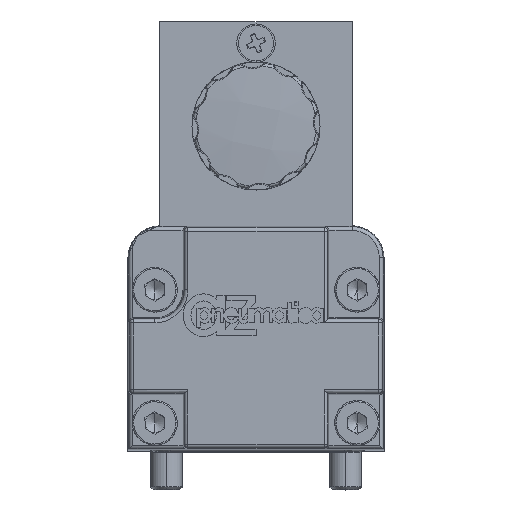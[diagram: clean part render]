
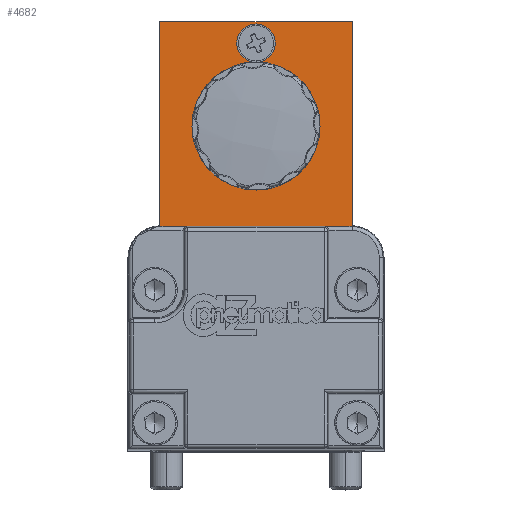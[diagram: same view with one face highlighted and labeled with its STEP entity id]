
A CAD part, top view. The second image highlights one B-rep face of the part: STEP entity #4682.
In plain terms, the highlighted planar face has unit normal (0, 0, 1).
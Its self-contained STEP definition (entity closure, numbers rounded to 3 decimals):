
#413 = CARTESIAN_POINT ( 'NONE',  ( 26.572, 54.025, 88.75 ) ) ;
#1511 = CARTESIAN_POINT ( 'NONE',  ( 26.425, 46.521, 88.75 ) ) ;
#3372 = EDGE_CURVE ( 'NONE', #41760, #33783, #79023, .T. ) ;
#4682 = ADVANCED_FACE ( 'NONE', ( #90960, #71056, #53337 ), #61091, .F. ) ;
#7528 = LINE ( 'NONE', #10829, #84875 ) ;
#7667 = CARTESIAN_POINT ( 'NONE',  ( 13.575, 54.279, 88.75 ) ) ;
#7883 = CIRCLE ( 'NONE', #45247, 3. ) ;
#7955 = DIRECTION ( 'NONE',  ( -0.856, 0.517, 0. ) ) ;
#8768 = DIRECTION ( 'NONE',  ( -0.02, -1., 0. ) ) ;
#8865 = EDGE_CURVE ( 'NONE', #33783, #10806, #7528, .T. ) ;
#10201 = DIRECTION ( 'NONE',  ( 0.856, -0.517, 0. ) ) ;
#10806 = VERTEX_POINT ( 'NONE', #88092 ) ;
#10829 = CARTESIAN_POINT ( 'NONE',  ( 13.428, 46.775, 88.75 ) ) ;
#10977 = CARTESIAN_POINT ( 'NONE',  ( 35., 66.7, 88.75 ) ) ;
#11296 = EDGE_CURVE ( 'NONE', #47696, #78972, #81976, .T. ) ;
#11815 = VERTEX_POINT ( 'NONE', #24435 ) ;
#13388 = CARTESIAN_POINT ( 'NONE',  ( 13.575, 54.279, 88.75 ) ) ;
#15150 = CARTESIAN_POINT ( 'NONE',  ( 5., 34.7, 88.75 ) ) ;
#15606 = VECTOR ( 'NONE', #32981, 1000. ) ;
#19684 = EDGE_CURVE ( 'NONE', #79680, #11815, #50371, .T. ) ;
#19906 = VECTOR ( 'NONE', #61923, 1000. ) ;
#20165 = VECTOR ( 'NONE', #86275, 1000. ) ;
#20279 = ORIENTED_EDGE ( 'NONE', *, *, #22856, .F. ) ;
#21580 = VECTOR ( 'NONE', #8768, 1000. ) ;
#21814 = CARTESIAN_POINT ( 'NONE',  ( 13.428, 46.775, 88.75 ) ) ;
#22856 = EDGE_CURVE ( 'NONE', #11815, #79680, #7883, .T. ) ;
#23899 = EDGE_CURVE ( 'NONE', #78972, #51100, #36872, .T. ) ;
#24435 = CARTESIAN_POINT ( 'NONE',  ( 17., 63.4, 88.75 ) ) ;
#25795 = EDGE_CURVE ( 'NONE', #10806, #66044, #77561, .T. ) ;
#26482 = LINE ( 'NONE', #413, #48670 ) ;
#27428 = CARTESIAN_POINT ( 'NONE',  ( 20., 63.4, 88.75 ) ) ;
#27747 = AXIS2_PLACEMENT_3D ( 'NONE', #82595, #29512, #85957 ) ;
#29512 = DIRECTION ( 'NONE',  ( 0., 0., -1. ) ) ;
#30865 = VECTOR ( 'NONE', #67173, 1000. ) ;
#31688 = DIRECTION ( 'NONE',  ( 1., 0., 0. ) ) ;
#32928 = ORIENTED_EDGE ( 'NONE', *, *, #45290, .T. ) ;
#32981 = DIRECTION ( 'NONE',  ( 0.02, 1., 0. ) ) ;
#33783 = VERTEX_POINT ( 'NONE', #21814 ) ;
#33796 = CARTESIAN_POINT ( 'NONE',  ( 19.853, 42.896, 88.75 ) ) ;
#34120 = ORIENTED_EDGE ( 'NONE', *, *, #11296, .T. ) ;
#36872 = LINE ( 'NONE', #38891, #94438 ) ;
#37193 = DIRECTION ( 'NONE',  ( 0., 0., 1. ) ) ;
#38891 = CARTESIAN_POINT ( 'NONE',  ( 5., 66.7, 88.75 ) ) ;
#39619 = CARTESIAN_POINT ( 'NONE',  ( 35., 66.7, 88.75 ) ) ;
#41616 = EDGE_CURVE ( 'NONE', #66044, #66585, #77732, .T. ) ;
#41712 = ORIENTED_EDGE ( 'NONE', *, *, #3372, .F. ) ;
#41760 = VERTEX_POINT ( 'NONE', #13388 ) ;
#42649 = EDGE_LOOP ( 'NONE', ( #53804, #20279 ) ) ;
#44054 = LINE ( 'NONE', #44442, #64166 ) ;
#44442 = CARTESIAN_POINT ( 'NONE',  ( 20.147, 57.904, 88.75 ) ) ;
#45247 = AXIS2_PLACEMENT_3D ( 'NONE', #82155, #37193, #89691 ) ;
#45290 = EDGE_CURVE ( 'NONE', #51100, #48438, #50709, .T. ) ;
#46375 = DIRECTION ( 'NONE',  ( 0., -1., 0. ) ) ;
#47696 = VERTEX_POINT ( 'NONE', #10977 ) ;
#47981 = DIRECTION ( 'NONE',  ( 0., 0., 1. ) ) ;
#48438 = VERTEX_POINT ( 'NONE', #51304 ) ;
#48670 = VECTOR ( 'NONE', #7955, 1000. ) ;
#49267 = ORIENTED_EDGE ( 'NONE', *, *, #61778, .F. ) ;
#49802 = CARTESIAN_POINT ( 'NONE',  ( 5., 66.7, 88.75 ) ) ;
#49870 = AXIS2_PLACEMENT_3D ( 'NONE', #27428, #47981, #31688 ) ;
#50371 = CIRCLE ( 'NONE', #49870, 3. ) ;
#50709 = LINE ( 'NONE', #88195, #30865 ) ;
#51100 = VERTEX_POINT ( 'NONE', #15150 ) ;
#51304 = CARTESIAN_POINT ( 'NONE',  ( 35., 34.7, 88.75 ) ) ;
#51394 = VECTOR ( 'NONE', #84601, 1000. ) ;
#52824 = EDGE_CURVE ( 'NONE', #48438, #47696, #71469, .T. ) ;
#53337 = FACE_OUTER_BOUND ( 'NONE', #87960, .T. ) ;
#53804 = ORIENTED_EDGE ( 'NONE', *, *, #19684, .F. ) ;
#61091 = PLANE ( 'NONE',  #27747 ) ;
#61778 = EDGE_CURVE ( 'NONE', #64803, #41760, #44054, .T. ) ;
#61923 = DIRECTION ( 'NONE',  ( -1., 0., 0. ) ) ;
#62029 = CARTESIAN_POINT ( 'NONE',  ( 5., 66.7, 88.75 ) ) ;
#62850 = CARTESIAN_POINT ( 'NONE',  ( 26.425, 46.521, 88.75 ) ) ;
#64166 = VECTOR ( 'NONE', #89496, 1000. ) ;
#64803 = VERTEX_POINT ( 'NONE', #78963 ) ;
#66044 = VERTEX_POINT ( 'NONE', #1511 ) ;
#66585 = VERTEX_POINT ( 'NONE', #93174 ) ;
#67173 = DIRECTION ( 'NONE',  ( 1., 0., 0. ) ) ;
#71056 = FACE_BOUND ( 'NONE', #42649, .T. ) ;
#71469 = LINE ( 'NONE', #39619, #51394 ) ;
#73027 = ORIENTED_EDGE ( 'NONE', *, *, #83786, .F. ) ;
#73866 = ORIENTED_EDGE ( 'NONE', *, *, #23899, .T. ) ;
#74163 = CARTESIAN_POINT ( 'NONE',  ( 23., 63.4, 88.75 ) ) ;
#77561 = LINE ( 'NONE', #33796, #20165 ) ;
#77732 = LINE ( 'NONE', #62850, #15606 ) ;
#78963 = CARTESIAN_POINT ( 'NONE',  ( 20.147, 57.904, 88.75 ) ) ;
#78972 = VERTEX_POINT ( 'NONE', #49802 ) ;
#79023 = LINE ( 'NONE', #7667, #21580 ) ;
#79680 = VERTEX_POINT ( 'NONE', #74163 ) ;
#80372 = ORIENTED_EDGE ( 'NONE', *, *, #25795, .F. ) ;
#81976 = LINE ( 'NONE', #62029, #19906 ) ;
#82155 = CARTESIAN_POINT ( 'NONE',  ( 20., 63.4, 88.75 ) ) ;
#82559 = ORIENTED_EDGE ( 'NONE', *, *, #52824, .T. ) ;
#82595 = CARTESIAN_POINT ( 'NONE',  ( 35., 34.7, 88.75 ) ) ;
#83786 = EDGE_CURVE ( 'NONE', #66585, #64803, #26482, .T. ) ;
#84601 = DIRECTION ( 'NONE',  ( 0., 1., 0. ) ) ;
#84875 = VECTOR ( 'NONE', #10201, 1000. ) ;
#85957 = DIRECTION ( 'NONE',  ( -1., 0., 0. ) ) ;
#86275 = DIRECTION ( 'NONE',  ( 0.876, 0.483, 0. ) ) ;
#86396 = ORIENTED_EDGE ( 'NONE', *, *, #8865, .F. ) ;
#87960 = EDGE_LOOP ( 'NONE', ( #82559, #34120, #73866, #32928 ) ) ;
#88092 = CARTESIAN_POINT ( 'NONE',  ( 19.853, 42.896, 88.75 ) ) ;
#88195 = CARTESIAN_POINT ( 'NONE',  ( 5., 34.7, 88.75 ) ) ;
#89496 = DIRECTION ( 'NONE',  ( -0.876, -0.483, 0. ) ) ;
#89691 = DIRECTION ( 'NONE',  ( 1., 0., 0. ) ) ;
#90960 = FACE_BOUND ( 'NONE', #94455, .T. ) ;
#93120 = ORIENTED_EDGE ( 'NONE', *, *, #41616, .F. ) ;
#93174 = CARTESIAN_POINT ( 'NONE',  ( 26.572, 54.025, 88.75 ) ) ;
#94438 = VECTOR ( 'NONE', #46375, 1000. ) ;
#94455 = EDGE_LOOP ( 'NONE', ( #93120, #80372, #86396, #41712, #49267, #73027 ) ) ;
